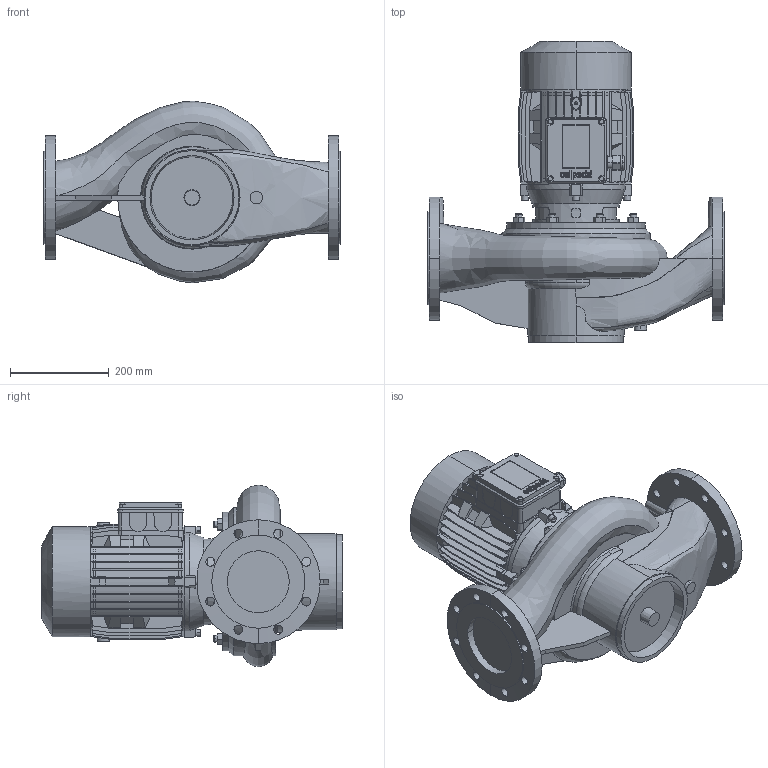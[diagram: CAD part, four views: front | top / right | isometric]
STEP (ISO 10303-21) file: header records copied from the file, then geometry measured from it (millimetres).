
FILE_DESCRIPTION (( 'STEP AP214' ), '1' );
FILE_NAME ('4.93.504.32swp01.step', '2022-02-17T08:57:54', ( '' ), ( '' ), 'SwSTEP 2.0', 'SolidWorks 2020', '' );
FILE_SCHEMA (( 'AUTOMOTIVE_DESIGN' ));
Length unit declared in the file: millimetre
Products named in the file (1): 4.93.504.32swp01
Bounding box: 600 x 608 x 367.12 mm (x, y, z)
Volume: 32902883.1 mm3; surface area: 1479438.5 mm2
Topology: 5 solids, 5 shells, 1499 faces, 4009 edges, 2611 vertices
Faces by surface type: plane 956, cylinder 262, cone 158, bspline 115, torus 8
Entity records: 226354 total; most frequent: CARTESIAN_POINT 173977, ORIENTED_EDGE 7952, DIRECTION 6550, EDGE_CURVE 3976, VERTEX_POINT 2611, VECTOR 2578, LINE 2578, AXIS2_PLACEMENT_3D 1986
